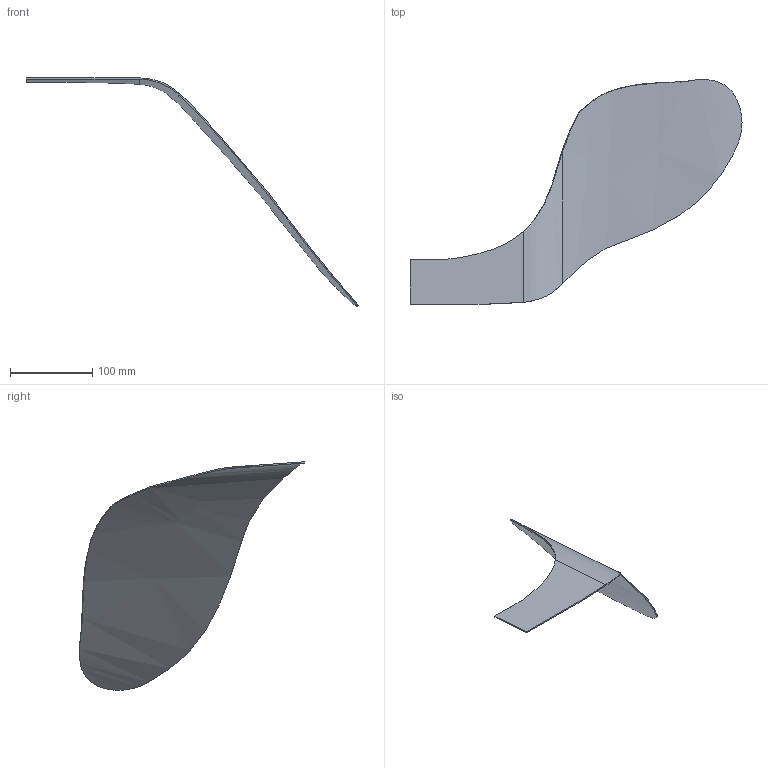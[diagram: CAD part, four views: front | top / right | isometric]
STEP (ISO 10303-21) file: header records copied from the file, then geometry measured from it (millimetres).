
FILE_DESCRIPTION(/* description */ ('STEP AP214'),/* implementation_level */ '2;1');
FILE_NAME(/* name */ '62524f8eecdeb77adb8b99c7',/* time_stamp */ '2022-04-10T03:31:26+00:00',/* author */ (''),/* organization */ (''),/* preprocessor_version */ 'ST-DEVELOPER v18.101',/* originating_system */ ' ',/* authorisation */ ' ');
FILE_SCHEMA (('AUTOMOTIVE_DESIGN {1 0 10303 214 3 1 1}'));
Length unit declared in the file: metre
Products named in the file (1): Part 937
Bounding box: 404.66 x 274.48 x 278.6 mm (x, y, z)
Volume: 107231.8 mm3; surface area: 137182.3 mm2
Topology: 1 solids, 1 shells, 19 faces, 45 edges, 28 vertices
Faces by surface type: bspline 12, plane 5, cylinder 2
Entity records: 1635 total; most frequent: CARTESIAN_POINT 1267, ORIENTED_EDGE 90, EDGE_CURVE 45, B_SPLINE_CURVE_WITH_KNOTS 32, DIRECTION 29, VERTEX_POINT 28, EDGE_LOOP 19, FACE_BOUND 19
